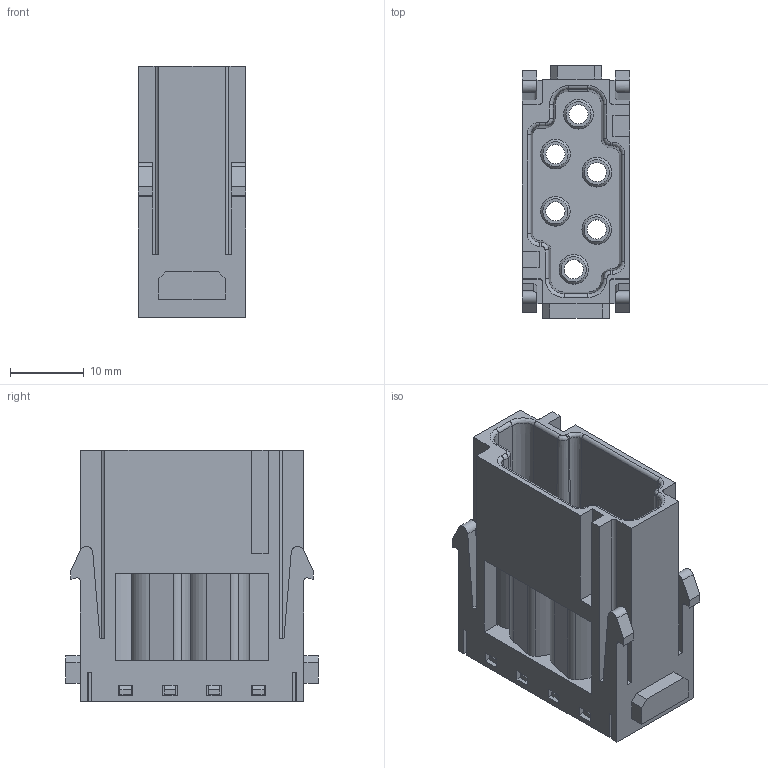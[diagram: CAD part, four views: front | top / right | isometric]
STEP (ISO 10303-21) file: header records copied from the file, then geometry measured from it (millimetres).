
FILE_DESCRIPTION(/* description */ (''),/* implementation_level */ '2;1');
FILE_NAME(/* name */ '100094939ugm000_c.stp',/* time_stamp */ '2017-09-29T08:59:45+02:00',/* author */ (''),/* organization */ (''),/* preprocessor_version */ 'ST-DEVELOPER v16',/* originating_system */ 'SIEMENS PLM Software NX 10.0',/* authorisation */ '');
FILE_SCHEMA (('AUTOMOTIVE_DESIGN { 1 0 10303 214 3 1 1 1 }'));
Length unit declared in the file: millimetre
Products named in the file (1): 100094939ugm000_c
Bounding box: 14.6 x 34.2 x 34 mm (x, y, z)
Volume: 7544.4 mm3; surface area: 8955.4 mm2
Topology: 1 solids, 1 shells, 545 faces, 1545 edges, 1134 vertices
Faces by surface type: plane 397, cylinder 79, bspline 24, cone 24, extrusion 21
Full cylindrical faces by diameter (mm): 0.88 x1, 1.04 x1, 2.6 x6, 4 x6, 4.8 x8
Entity records: 20049 total; most frequent: CARTESIAN_POINT 5337, ORIENTED_EDGE 2804, DIRECTION 2581, EDGE_CURVE 1402, VECTOR 1115, LINE 1094, VERTEX_POINT 934, AXIS2_PLACEMENT_3D 733
